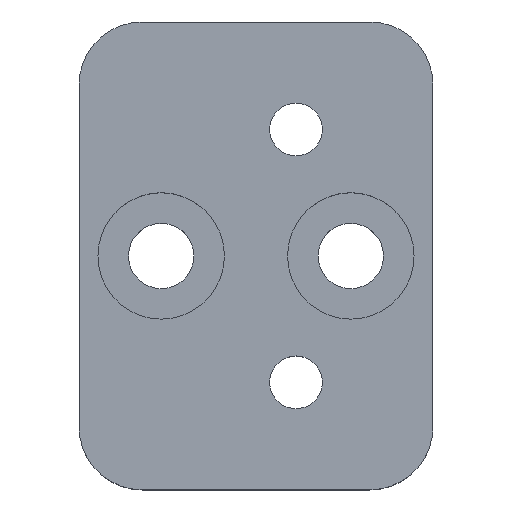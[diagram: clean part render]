
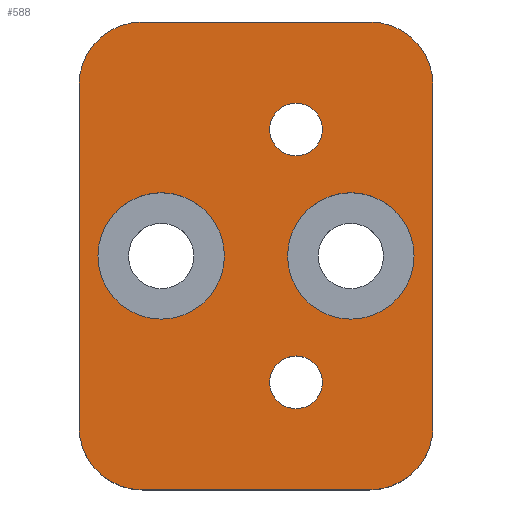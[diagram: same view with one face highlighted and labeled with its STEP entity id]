
A CAD part, top view. The second image highlights one B-rep face of the part: STEP entity #588.
In plain terms, the highlighted planar face has unit normal (0, 0, 1).
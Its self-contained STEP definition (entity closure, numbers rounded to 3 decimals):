
#23=FACE_BOUND('',#121,.T.);
#24=FACE_BOUND('',#122,.T.);
#25=FACE_BOUND('',#123,.T.);
#26=FACE_BOUND('',#124,.T.);
#48=PLANE('',#654);
#80=FACE_OUTER_BOUND('',#120,.T.);
#120=EDGE_LOOP('',(#535,#536,#537,#538,#539,#540,#541,#542));
#121=EDGE_LOOP('',(#543));
#122=EDGE_LOOP('',(#544));
#123=EDGE_LOOP('',(#545));
#124=EDGE_LOOP('',(#546));
#129=LINE('',#834,#187);
#147=LINE('',#882,#205);
#150=LINE('',#891,#208);
#182=LINE('',#980,#240);
#187=VECTOR('',#669,10.);
#205=VECTOR('',#705,10.);
#208=VECTOR('',#714,10.);
#240=VECTOR('',#816,10.);
#241=CIRCLE('',#604,3.);
#248=CIRCLE('',#614,3.);
#249=CIRCLE('',#617,3.);
#250=CIRCLE('',#620,3.);
#251=CIRCLE('',#622,3.);
#254=CIRCLE('',#627,3.);
#258=CIRCLE('',#633,1.25);
#260=CIRCLE('',#636,1.25);
#261=VERTEX_POINT('',#821);
#262=VERTEX_POINT('',#822);
#266=VERTEX_POINT('',#832);
#286=VERTEX_POINT('',#876);
#287=VERTEX_POINT('',#880);
#288=VERTEX_POINT('',#884);
#289=VERTEX_POINT('',#885);
#290=VERTEX_POINT('',#890);
#291=VERTEX_POINT('',#896);
#294=VERTEX_POINT('',#905);
#298=VERTEX_POINT('',#916);
#300=VERTEX_POINT('',#922);
#313=EDGE_CURVE('',#261,#262,#241,.T.);
#319=EDGE_CURVE('',#261,#266,#129,.T.);
#340=EDGE_CURVE('',#286,#266,#248,.T.);
#343=EDGE_CURVE('',#286,#287,#147,.T.);
#344=EDGE_CURVE('',#288,#289,#249,.T.);
#347=EDGE_CURVE('',#290,#289,#150,.T.);
#349=EDGE_CURVE('',#290,#287,#250,.T.);
#350=EDGE_CURVE('',#291,#291,#251,.T.);
#354=EDGE_CURVE('',#294,#294,#254,.T.);
#360=EDGE_CURVE('',#298,#298,#258,.T.);
#363=EDGE_CURVE('',#300,#300,#260,.T.);
#390=EDGE_CURVE('',#288,#262,#182,.T.);
#535=ORIENTED_EDGE('',*,*,#313,.F.);
#536=ORIENTED_EDGE('',*,*,#319,.T.);
#537=ORIENTED_EDGE('',*,*,#340,.F.);
#538=ORIENTED_EDGE('',*,*,#343,.T.);
#539=ORIENTED_EDGE('',*,*,#349,.F.);
#540=ORIENTED_EDGE('',*,*,#347,.T.);
#541=ORIENTED_EDGE('',*,*,#344,.F.);
#542=ORIENTED_EDGE('',*,*,#390,.T.);
#543=ORIENTED_EDGE('',*,*,#350,.T.);
#544=ORIENTED_EDGE('',*,*,#354,.T.);
#545=ORIENTED_EDGE('',*,*,#360,.T.);
#546=ORIENTED_EDGE('',*,*,#363,.T.);
#588=ADVANCED_FACE('',(#80,#23,#24,#25,#26),#48,.T.);
#604=AXIS2_PLACEMENT_3D('',#823,#659,#660);
#614=AXIS2_PLACEMENT_3D('',#877,#699,#700);
#617=AXIS2_PLACEMENT_3D('',#886,#708,#709);
#620=AXIS2_PLACEMENT_3D('',#894,#718,#719);
#622=AXIS2_PLACEMENT_3D('',#897,#722,#723);
#627=AXIS2_PLACEMENT_3D('',#906,#733,#734);
#633=AXIS2_PLACEMENT_3D('',#918,#747,#748);
#636=AXIS2_PLACEMENT_3D('',#924,#754,#755);
#654=AXIS2_PLACEMENT_3D('',#981,#817,#818);
#659=DIRECTION('center_axis',(0.,0.,
-1.));
#660=DIRECTION('ref_axis',(-0.707,-0.707,0.));
#669=DIRECTION('',(1.,0.,0.));
#699=DIRECTION('center_axis',(0.,0.,
-1.));
#700=DIRECTION('ref_axis',(0.707,-0.707,0.));
#705=DIRECTION('',(0.,1.,0.));
#708=DIRECTION('center_axis',(0.,0.,
-1.));
#709=DIRECTION('ref_axis',(-0.707,0.707,0.));
#714=DIRECTION('',(-1.,0.,0.));
#718=DIRECTION('center_axis',(0.,0.,
-1.));
#719=DIRECTION('ref_axis',(0.707,0.707,0.));
#722=DIRECTION('center_axis',(0.,0.,
-1.));
#723=DIRECTION('ref_axis',(-1.,0.,0.));
#733=DIRECTION('center_axis',(0.,0.,
-1.));
#734=DIRECTION('ref_axis',(-1.,0.,0.));
#747=DIRECTION('center_axis',(0.,0.,
-1.));
#748=DIRECTION('ref_axis',(-1.,0.,0.));
#754=DIRECTION('center_axis',(0.,0.,
-1.));
#755=DIRECTION('ref_axis',(-1.,0.,0.));
#816=DIRECTION('',(0.,-1.,0.));
#817=DIRECTION('center_axis',(0.,0.,
1.));
#818=DIRECTION('ref_axis',(-1.,0.,0.));
#821=CARTESIAN_POINT('',(-20.15,-11.102,30.));
#822=CARTESIAN_POINT('',(-23.15,-8.102,30.));
#823=CARTESIAN_POINT('Origin',(-20.15,-8.102,30.));
#832=CARTESIAN_POINT('',(-9.35,-11.102,30.));
#834=CARTESIAN_POINT('',(-6.35,-11.102,30.));
#876=CARTESIAN_POINT('',(-6.35,-8.102,30.));
#877=CARTESIAN_POINT('Origin',(-9.35,-8.102,30.));
#880=CARTESIAN_POINT('',(-6.35,8.102,30.));
#882=CARTESIAN_POINT('',(-6.35,11.102,30.));
#884=CARTESIAN_POINT('',(-23.15,8.102,30.));
#885=CARTESIAN_POINT('',(-20.15,11.102,30.));
#886=CARTESIAN_POINT('Origin',(-20.15,8.102,30.));
#890=CARTESIAN_POINT('',(-9.35,11.102,30.));
#891=CARTESIAN_POINT('',(-23.15,11.102,30.));
#894=CARTESIAN_POINT('Origin',(-9.35,8.102,30.));
#896=CARTESIAN_POINT('',(-7.25,0.,30.));
#897=CARTESIAN_POINT('Origin',(-10.25,0.,30.));
#905=CARTESIAN_POINT('',(-16.25,0.,30.));
#906=CARTESIAN_POINT('Origin',(-19.25,0.,30.));
#916=CARTESIAN_POINT('',(-11.6,-6.,30.));
#918=CARTESIAN_POINT('Origin',(-12.85,-6.,30.));
#922=CARTESIAN_POINT('',(-11.6,6.,30.));
#924=CARTESIAN_POINT('Origin',(-12.85,6.,30.));
#980=CARTESIAN_POINT('',(-23.15,-11.102,30.));
#981=CARTESIAN_POINT('Origin',(-14.75,0.,30.));
